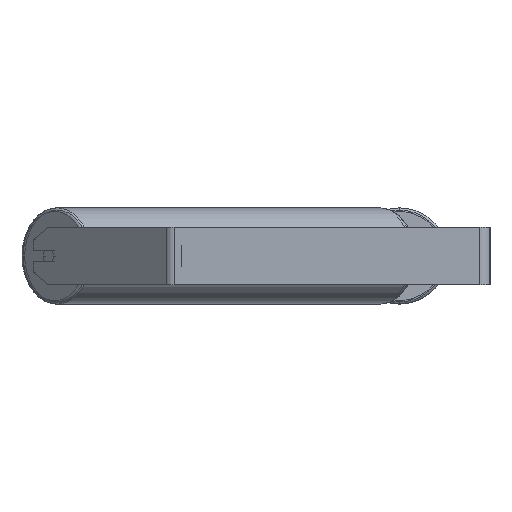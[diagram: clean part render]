
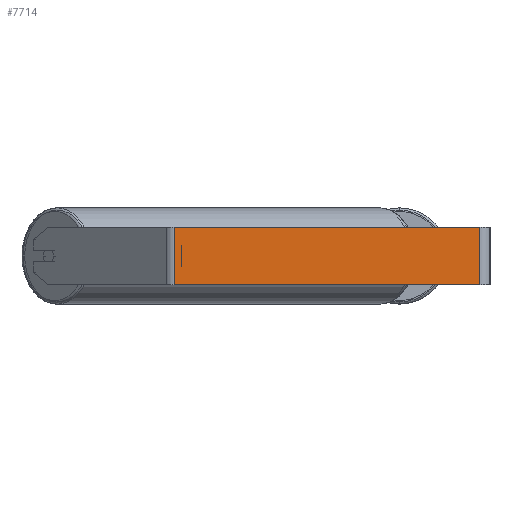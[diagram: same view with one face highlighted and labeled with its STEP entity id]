
A CAD part, left-side view. The second image highlights one B-rep face of the part: STEP entity #7714.
In plain terms, the highlighted planar face has unit normal (-1, 0, 0).
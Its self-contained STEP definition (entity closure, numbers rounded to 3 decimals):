
#70 = CARTESIAN_POINT ( 'NONE',  ( -1000., 441.937, -40. ) ) ;
#118 = CARTESIAN_POINT ( 'NONE',  ( -1000., 436.138, 40. ) ) ;
#423 = VERTEX_POINT ( 'NONE', #5500 ) ;
#552 = DIRECTION ( 'NONE',  ( 0., 0., -1. ) ) ;
#570 = ORIENTED_EDGE ( 'NONE', *, *, #3359, .F. ) ;
#1229 = LINE ( 'NONE', #6634, #1387 ) ;
#1328 = VECTOR ( 'NONE', #6777, 1000. ) ;
#1387 = VECTOR ( 'NONE', #552, 1000. ) ;
#1535 = CARTESIAN_POINT ( 'NONE',  ( -1000., 14., 40. ) ) ;
#1957 = DIRECTION ( 'NONE',  ( 1., 0., 0. ) ) ;
#2194 = VERTEX_POINT ( 'NONE', #3791 ) ;
#2377 = LINE ( 'NONE', #1535, #3249 ) ;
#3150 = FACE_OUTER_BOUND ( 'NONE', #7603, .T. ) ;
#3249 = VECTOR ( 'NONE', #6936, 1000. ) ;
#3250 = ORIENTED_EDGE ( 'NONE', *, *, #6217, .F. ) ;
#3359 = EDGE_CURVE ( 'NONE', #8421, #423, #2377, .T. ) ;
#3435 = ORIENTED_EDGE ( 'NONE', *, *, #6986, .T. ) ;
#3543 = LINE ( 'NONE', #70, #1328 ) ;
#3582 = ORIENTED_EDGE ( 'NONE', *, *, #3845, .T. ) ;
#3623 = AXIS2_PLACEMENT_3D ( 'NONE', #5353, #1957, #3993 ) ;
#3782 = VECTOR ( 'NONE', #3833, 1000. ) ;
#3791 = CARTESIAN_POINT ( 'NONE',  ( -1000., 436.138, -40. ) ) ;
#3833 = DIRECTION ( 'NONE',  ( 0., -1., 0. ) ) ;
#3845 = EDGE_CURVE ( 'NONE', #2194, #423, #3543, .T. ) ;
#3993 = DIRECTION ( 'NONE',  ( 0., 0., -1. ) ) ;
#5353 = CARTESIAN_POINT ( 'NONE',  ( -1000., 441.937, 40. ) ) ;
#5500 = CARTESIAN_POINT ( 'NONE',  ( -1000., 14., -40. ) ) ;
#6217 = EDGE_CURVE ( 'NONE', #6727, #8421, #6556, .T. ) ;
#6556 = LINE ( 'NONE', #7977, #3782 ) ;
#6634 = CARTESIAN_POINT ( 'NONE',  ( -1000., 436.138, 40. ) ) ;
#6727 = VERTEX_POINT ( 'NONE', #118 ) ;
#6777 = DIRECTION ( 'NONE',  ( 0., -1., 0. ) ) ;
#6936 = DIRECTION ( 'NONE',  ( 0., 0., -1. ) ) ;
#6986 = EDGE_CURVE ( 'NONE', #6727, #2194, #1229, .T. ) ;
#7603 = EDGE_LOOP ( 'NONE', ( #3582, #570, #3250, #3435 ) ) ;
#7714 = ADVANCED_FACE ( 'NONE', ( #3150 ), #7890, .F. ) ;
#7890 = PLANE ( 'NONE',  #3623 ) ;
#7977 = CARTESIAN_POINT ( 'NONE',  ( -1000., 441.937, 40. ) ) ;
#8243 = CARTESIAN_POINT ( 'NONE',  ( -1000., 14., 40. ) ) ;
#8421 = VERTEX_POINT ( 'NONE', #8243 ) ;
